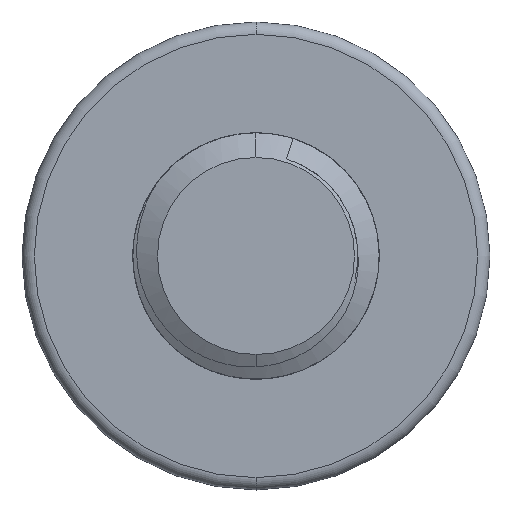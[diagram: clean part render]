
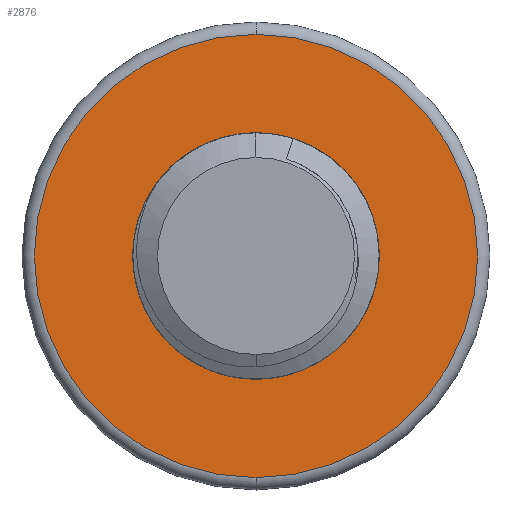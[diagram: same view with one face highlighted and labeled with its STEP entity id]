
A CAD part, front view. The second image highlights one B-rep face of the part: STEP entity #2876.
In plain terms, the highlighted planar face has unit normal (0, -1, 0).
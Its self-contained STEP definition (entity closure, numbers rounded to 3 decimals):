
#39 = CARTESIAN_POINT ( 'NONE',  ( -20.922, 9., 16.75 ) ) ;
#64 = DIRECTION ( 'NONE',  ( 0., -1., 0. ) ) ;
#233 = CARTESIAN_POINT ( 'NONE',  ( -20.922, 9., 19.433 ) ) ;
#254 = ORIENTED_EDGE ( 'NONE', *, *, #2510, .T. ) ;
#360 = AXIS2_PLACEMENT_3D ( 'NONE', #461, #2317, #1350 ) ;
#385 = CIRCLE ( 'NONE', #2466, 2.067 ) ;
#461 = CARTESIAN_POINT ( 'NONE',  ( -20.922, 9., 21.5 ) ) ;
#520 = DIRECTION ( 'NONE',  ( 0., 0., -1. ) ) ;
#527 = CARTESIAN_POINT ( 'NONE',  ( -20.922, 9., 21.5 ) ) ;
#719 = DIRECTION ( 'NONE',  ( 0., 0., 1. ) ) ;
#836 = AXIS2_PLACEMENT_3D ( 'NONE', #39, #1435, #520 ) ;
#857 = EDGE_CURVE ( 'NONE', #2458, #2637, #385, .T. ) ;
#1131 = CIRCLE ( 'NONE', #360, 4.5 ) ;
#1170 = CARTESIAN_POINT ( 'NONE',  ( -20.922, 9., 21.5 ) ) ;
#1173 = CARTESIAN_POINT ( 'NONE',  ( -20.922, 9., 23.567 ) ) ;
#1190 = AXIS2_PLACEMENT_3D ( 'NONE', #527, #64, #1915 ) ;
#1212 = ORIENTED_EDGE ( 'NONE', *, *, #2723, .T. ) ;
#1310 = EDGE_LOOP ( 'NONE', ( #1212, #3035 ) ) ;
#1350 = DIRECTION ( 'NONE',  ( 0., 0., -1. ) ) ;
#1435 = DIRECTION ( 'NONE',  ( 0., -1., 0. ) ) ;
#1445 = PLANE ( 'NONE',  #836 ) ;
#1504 = ORIENTED_EDGE ( 'NONE', *, *, #857, .T. ) ;
#1669 = CARTESIAN_POINT ( 'NONE',  ( -20.922, 9., 17. ) ) ;
#1915 = DIRECTION ( 'NONE',  ( 0., 0., -1. ) ) ;
#2048 = VERTEX_POINT ( 'NONE', #2555 ) ;
#2074 = DIRECTION ( 'NONE',  ( 0., 1., 0. ) ) ;
#2099 = DIRECTION ( 'NONE',  ( 0., 0., 1. ) ) ;
#2317 = DIRECTION ( 'NONE',  ( 0., -1., 0. ) ) ;
#2347 = EDGE_LOOP ( 'NONE', ( #254, #1504 ) ) ;
#2362 = DIRECTION ( 'NONE',  ( 0., 1., 0. ) ) ;
#2369 = EDGE_CURVE ( 'NONE', #2048, #2694, #1131, .T. ) ;
#2375 = FACE_OUTER_BOUND ( 'NONE', #1310, .T. ) ;
#2458 = VERTEX_POINT ( 'NONE', #233 ) ;
#2466 = AXIS2_PLACEMENT_3D ( 'NONE', #1170, #2362, #719 ) ;
#2510 = EDGE_CURVE ( 'NONE', #2637, #2458, #2552, .T. ) ;
#2552 = CIRCLE ( 'NONE', #2919, 2.067 ) ;
#2555 = CARTESIAN_POINT ( 'NONE',  ( -20.922, 9., 26. ) ) ;
#2637 = VERTEX_POINT ( 'NONE', #1173 ) ;
#2694 = VERTEX_POINT ( 'NONE', #1669 ) ;
#2723 = EDGE_CURVE ( 'NONE', #2694, #2048, #2808, .T. ) ;
#2808 = CIRCLE ( 'NONE', #1190, 4.5 ) ;
#2876 = ADVANCED_FACE ( 'NONE', ( #2375, #2882 ), #1445, .T. ) ;
#2882 = FACE_BOUND ( 'NONE', #2347, .T. ) ;
#2919 = AXIS2_PLACEMENT_3D ( 'NONE', #3017, #2074, #2099 ) ;
#3017 = CARTESIAN_POINT ( 'NONE',  ( -20.922, 9., 21.5 ) ) ;
#3035 = ORIENTED_EDGE ( 'NONE', *, *, #2369, .T. ) ;
